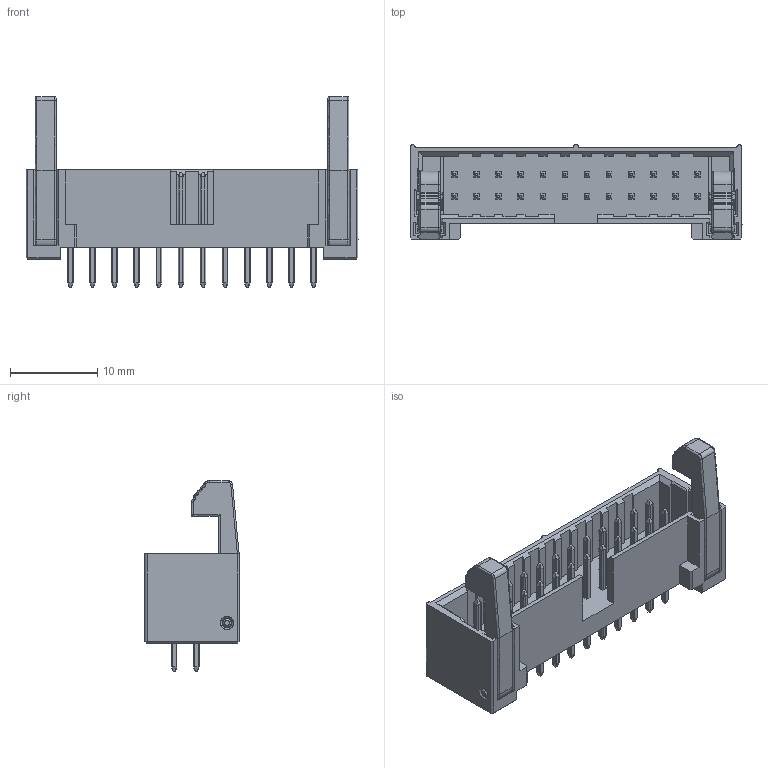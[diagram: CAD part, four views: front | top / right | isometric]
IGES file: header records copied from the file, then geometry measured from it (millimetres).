
Start section: ZWSOFT
Global section: file name: 3212-XXSXXBSX1.igs; native system: ZW3D; preprocessor: 1.0; author: ZW3D; organization: ZWSOFT; date: 231130.104754; units: millimetre
Bounding box: 38.14 x 10.85 x 21.9 mm (x, y, z)
Surface area: 3574.1 mm2 (no closed solid volume)
Topology: 0 solids, 0 shells, 1515 faces, 7390 edges, 7182 vertices
Faces by surface type: bspline 1515
